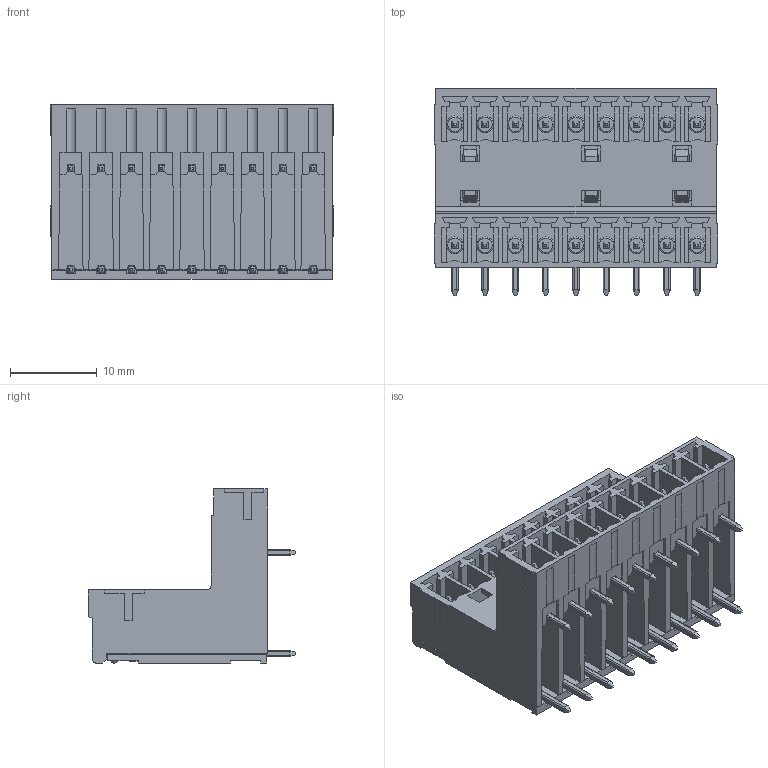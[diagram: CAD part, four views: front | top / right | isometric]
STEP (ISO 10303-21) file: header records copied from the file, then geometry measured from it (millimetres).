
FILE_DESCRIPTION( ('This file contains a STEP AP42 implementation' ,'as created by ZW3D STEP Interface translator.') ,'2;1' );
FILE_NAME( 'PM381-3R09ASM1N.stp' ,'231125.163452', (''), ('ZWCAD Software Co.'), 'Version 1.0', 'ZW3D to STEP translator', '' );
FILE_SCHEMA(('AUTOMOTIVE_DESIGN { 1 0 10303 214 1 1 1 1 }'));
Length unit declared in the file: millimetre
Products named in the file (2): 0; PM381-3R09ASM1N
Bounding box: 32.67 x 23.85 x 20.05 mm (x, y, z)
Volume: 3490.3 mm3; surface area: 10495.7 mm2
Topology: 20 solids, 20 shells, 2504 faces, 6577 edges, 4116 vertices
Faces by surface type: plane 1633, cylinder 543, torus 324, sphere 4
Entity records: 80469 total; most frequent: CARTESIAN_POINT 17554, ORIENTED_EDGE 13154, DIRECTION 11735, EDGE_CURVE 6577, VECTOR 4533, LINE 4533, VERTEX_POINT 4116, AXIS2_PLACEMENT_3D 3601
